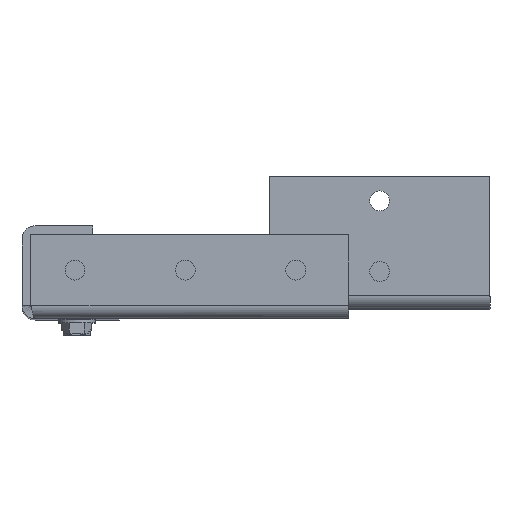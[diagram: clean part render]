
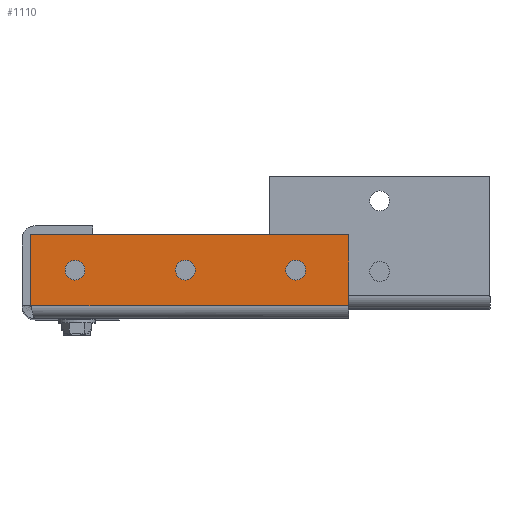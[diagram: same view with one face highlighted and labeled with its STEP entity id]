
A CAD part, top view. The second image highlights one B-rep face of the part: STEP entity #1110.
In plain terms, the highlighted planar face has unit normal (0, 0, 1).
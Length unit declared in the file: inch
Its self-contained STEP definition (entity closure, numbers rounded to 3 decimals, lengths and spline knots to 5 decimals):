
#2 = CARTESIAN_POINT ( 'NONE',  ( 3.25, 0.68625, 7.625 ) ) ;
#129 = FACE_BOUND ( 'NONE', #2300, .T. ) ;
#139 = DIRECTION ( 'NONE',  ( -1., 0., 0. ) ) ;
#140 = VERTEX_POINT ( 'NONE', #5349 ) ;
#171 = VERTEX_POINT ( 'NONE', #3443 ) ;
#377 = DIRECTION ( 'NONE',  ( 0., 0., -1. ) ) ;
#503 = EDGE_CURVE ( 'NONE', #1041, #2786, #764, .T. ) ;
#577 = CIRCLE ( 'NONE', #596, 0.1405 ) ;
#596 = AXIS2_PLACEMENT_3D ( 'NONE', #2618, #3679, #4611 ) ;
#604 = VERTEX_POINT ( 'NONE', #5989 ) ;
#678 = EDGE_CURVE ( 'NONE', #4018, #1490, #3618, .T. ) ;
#691 = DIRECTION ( 'NONE',  ( -1., 0., 0. ) ) ;
#764 = CIRCLE ( 'NONE', #4443, 0.1405 ) ;
#1041 = VERTEX_POINT ( 'NONE', #1685 ) ;
#1081 = DIRECTION ( 'NONE',  ( 0., 0., -1. ) ) ;
#1110 = ADVANCED_FACE ( 'NONE', ( #4105, #129, #6114, #5125 ), #6145, .T. ) ;
#1135 = EDGE_LOOP ( 'NONE', ( #4565, #5207, #3453, #4984 ) ) ;
#1243 = VERTEX_POINT ( 'NONE', #1517 ) ;
#1395 = AXIS2_PLACEMENT_3D ( 'NONE', #3640, #3135, #5161 ) ;
#1402 = CIRCLE ( 'NONE', #3932, 0.1405 ) ;
#1432 = ORIENTED_EDGE ( 'NONE', *, *, #5086, .T. ) ;
#1490 = VERTEX_POINT ( 'NONE', #2890 ) ;
#1517 = CARTESIAN_POINT ( 'NONE',  ( 1.547, 0.68625, 7.625 ) ) ;
#1525 = CARTESIAN_POINT ( 'NONE',  ( 0.125, 0.68625, 7.625 ) ) ;
#1607 = EDGE_LOOP ( 'NONE', ( #4800, #2053 ) ) ;
#1685 = CARTESIAN_POINT ( 'NONE',  ( 3.3905, 0.68625, 7.625 ) ) ;
#1709 = AXIS2_PLACEMENT_3D ( 'NONE', #3702, #4265, #4765 ) ;
#1878 = DIRECTION ( 'NONE',  ( 1., 0., 0. ) ) ;
#1896 = DIRECTION ( 'NONE',  ( 0., 0., -1. ) ) ;
#1913 = CIRCLE ( 'NONE', #1709, 0.1405 ) ;
#2053 = ORIENTED_EDGE ( 'NONE', *, *, #4732, .T. ) ;
#2251 = EDGE_LOOP ( 'NONE', ( #6258, #2884 ) ) ;
#2286 = CARTESIAN_POINT ( 'NONE',  ( -0.49989, 0.125, 7.625 ) ) ;
#2300 = EDGE_LOOP ( 'NONE', ( #5767, #1432 ) ) ;
#2363 = EDGE_CURVE ( 'NONE', #2666, #1243, #3016, .T. ) ;
#2519 = CARTESIAN_POINT ( 'NONE',  ( 3.25, 0.68625, 7.625 ) ) ;
#2618 = CARTESIAN_POINT ( 'NONE',  ( 1.6875, 0.68625, 7.625 ) ) ;
#2620 = CARTESIAN_POINT ( 'NONE',  ( -0.44, 0.185, 7.625 ) ) ;
#2666 = VERTEX_POINT ( 'NONE', #5840 ) ;
#2786 = VERTEX_POINT ( 'NONE', #3503 ) ;
#2884 = ORIENTED_EDGE ( 'NONE', *, *, #5738, .T. ) ;
#2890 = CARTESIAN_POINT ( 'NONE',  ( -0.49989, 0.185, 7.625 ) ) ;
#3016 = CIRCLE ( 'NONE', #4725, 0.1405 ) ;
#3048 = EDGE_CURVE ( 'NONE', #4381, #4018, #4153, .T. ) ;
#3135 = DIRECTION ( 'NONE',  ( 0., 0., 1. ) ) ;
#3174 = LINE ( 'NONE', #6084, #5642 ) ;
#3443 = CARTESIAN_POINT ( 'NONE',  ( -0.49989, 1.1875, 7.625 ) ) ;
#3453 = ORIENTED_EDGE ( 'NONE', *, *, #5960, .T. ) ;
#3503 = CARTESIAN_POINT ( 'NONE',  ( 3.1095, 0.68625, 7.625 ) ) ;
#3504 = CIRCLE ( 'NONE', #6033, 0.1405 ) ;
#3555 = DIRECTION ( 'NONE',  ( 0., -1., 0. ) ) ;
#3618 = LINE ( 'NONE', #2620, #6017 ) ;
#3640 = CARTESIAN_POINT ( 'NONE',  ( 4., 0.125, 7.625 ) ) ;
#3679 = DIRECTION ( 'NONE',  ( 0., 0., -1. ) ) ;
#3702 = CARTESIAN_POINT ( 'NONE',  ( 0.125, 0.68625, 7.625 ) ) ;
#3922 = DIRECTION ( 'NONE',  ( 1., 0., 0. ) ) ;
#3932 = AXIS2_PLACEMENT_3D ( 'NONE', #1525, #5123, #6141 ) ;
#4018 = VERTEX_POINT ( 'NONE', #4094 ) ;
#4094 = CARTESIAN_POINT ( 'NONE',  ( 4., 0.185, 7.625 ) ) ;
#4105 = FACE_OUTER_BOUND ( 'NONE', #1135, .T. ) ;
#4152 = VECTOR ( 'NONE', #5330, 39.37008 ) ;
#4153 = LINE ( 'NONE', #5637, #5776 ) ;
#4154 = CARTESIAN_POINT ( 'NONE',  ( 4., 1.1875, 7.625 ) ) ;
#4265 = DIRECTION ( 'NONE',  ( 0., 0., -1. ) ) ;
#4381 = VERTEX_POINT ( 'NONE', #4154 ) ;
#4443 = AXIS2_PLACEMENT_3D ( 'NONE', #2519, #1081, #5001 ) ;
#4565 = ORIENTED_EDGE ( 'NONE', *, *, #3048, .F. ) ;
#4611 = DIRECTION ( 'NONE',  ( 1., 0., 0. ) ) ;
#4725 = AXIS2_PLACEMENT_3D ( 'NONE', #6396, #377, #1878 ) ;
#4732 = EDGE_CURVE ( 'NONE', #1243, #2666, #577, .T. ) ;
#4742 = EDGE_CURVE ( 'NONE', #4381, #171, #3174, .T. ) ;
#4765 = DIRECTION ( 'NONE',  ( 1., 0., 0. ) ) ;
#4800 = ORIENTED_EDGE ( 'NONE', *, *, #2363, .T. ) ;
#4984 = ORIENTED_EDGE ( 'NONE', *, *, #678, .F. ) ;
#5001 = DIRECTION ( 'NONE',  ( 1., 0., 0. ) ) ;
#5086 = EDGE_CURVE ( 'NONE', #604, #140, #1402, .T. ) ;
#5116 = EDGE_CURVE ( 'NONE', #140, #604, #1913, .T. ) ;
#5123 = DIRECTION ( 'NONE',  ( 0., 0., -1. ) ) ;
#5125 = FACE_BOUND ( 'NONE', #2251, .T. ) ;
#5161 = DIRECTION ( 'NONE',  ( 1., 0., 0. ) ) ;
#5207 = ORIENTED_EDGE ( 'NONE', *, *, #4742, .T. ) ;
#5330 = DIRECTION ( 'NONE',  ( 0., -1., 0. ) ) ;
#5349 = CARTESIAN_POINT ( 'NONE',  ( 0.2655, 0.68625, 7.625 ) ) ;
#5364 = LINE ( 'NONE', #2286, #4152 ) ;
#5637 = CARTESIAN_POINT ( 'NONE',  ( 4., 0.125, 7.625 ) ) ;
#5642 = VECTOR ( 'NONE', #691, 39.37008 ) ;
#5738 = EDGE_CURVE ( 'NONE', #2786, #1041, #3504, .T. ) ;
#5767 = ORIENTED_EDGE ( 'NONE', *, *, #5116, .T. ) ;
#5776 = VECTOR ( 'NONE', #3555, 39.37008 ) ;
#5840 = CARTESIAN_POINT ( 'NONE',  ( 1.828, 0.68625, 7.625 ) ) ;
#5960 = EDGE_CURVE ( 'NONE', #171, #1490, #5364, .T. ) ;
#5989 = CARTESIAN_POINT ( 'NONE',  ( -0.0155, 0.68625, 7.625 ) ) ;
#6017 = VECTOR ( 'NONE', #139, 39.37008 ) ;
#6033 = AXIS2_PLACEMENT_3D ( 'NONE', #2, #1896, #3922 ) ;
#6084 = CARTESIAN_POINT ( 'NONE',  ( 4., 1.1875, 7.625 ) ) ;
#6114 = FACE_BOUND ( 'NONE', #1607, .T. ) ;
#6141 = DIRECTION ( 'NONE',  ( 1., 0., 0. ) ) ;
#6145 = PLANE ( 'NONE',  #1395 ) ;
#6258 = ORIENTED_EDGE ( 'NONE', *, *, #503, .T. ) ;
#6396 = CARTESIAN_POINT ( 'NONE',  ( 1.6875, 0.68625, 7.625 ) ) ;
